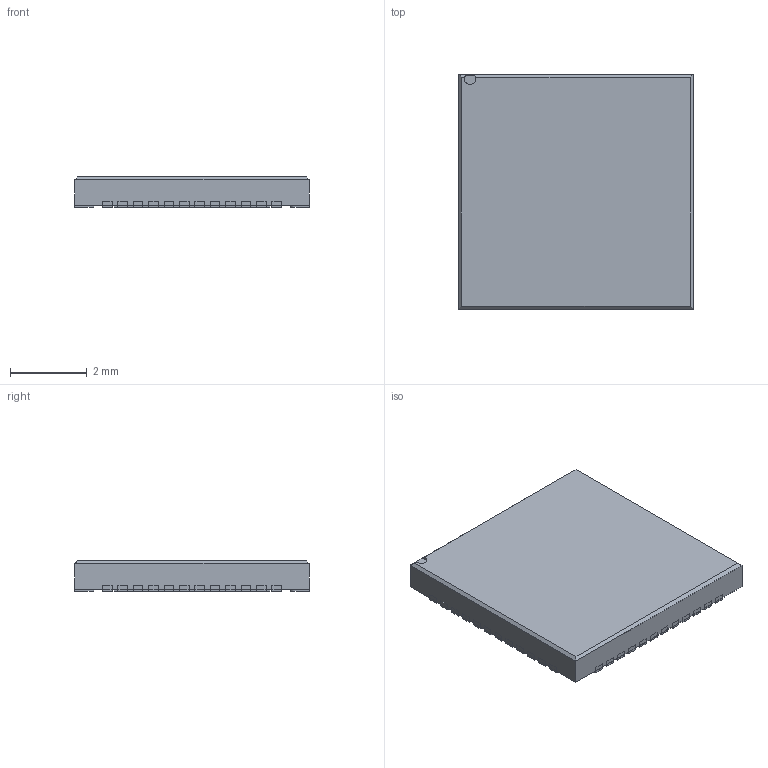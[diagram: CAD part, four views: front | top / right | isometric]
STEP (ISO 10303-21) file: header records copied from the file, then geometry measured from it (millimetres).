
FILE_DESCRIPTION(/* description */ (''),/* implementation_level */ '2;1');
FILE_NAME(/* name */ 'qfn_1635154823588.stp',/* time_stamp */ '2021-10-25T09:40:27Z',/* author */ (''),/* organization */ (''),/* preprocessor_version */ 'ST-DEVELOPER v19',/* originating_system */ 'ASM',/* authorisation */ '');
FILE_SCHEMA (('AUTOMOTIVE_DESIGN { 1 0 10303 214 3 1 1 }'));
Length unit declared in the file: millimetre
Products named in the file (1): qfn_1635154823588
Bounding box: 6.1 x 6.1 x 0.8 mm (x, y, z)
Volume: 28.9 mm3; surface area: 108.5 mm2
Topology: 25 solids, 25 shells, 497 faces, 1286 edges, 840 vertices
Faces by surface type: plane 448, cylinder 49
Entity records: 15369 total; most frequent: CARTESIAN_POINT 2624, ORIENTED_EDGE 2572, DIRECTION 2382, EDGE_CURVE 1286, LINE 1186, VECTOR 1186, VERTEX_POINT 840, AXIS2_PLACEMENT_3D 598
